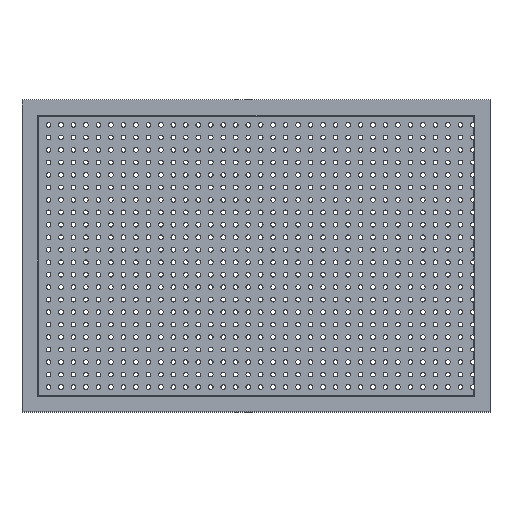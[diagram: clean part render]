
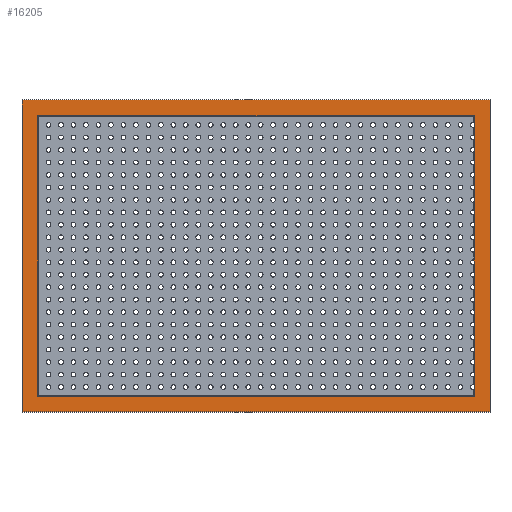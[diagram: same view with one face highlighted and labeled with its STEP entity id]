
A CAD part, top view. The second image highlights one B-rep face of the part: STEP entity #16205.
In plain terms, the highlighted planar face has unit normal (0, 0, 1).
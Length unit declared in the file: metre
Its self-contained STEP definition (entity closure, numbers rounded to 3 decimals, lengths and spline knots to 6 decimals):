
#2366=ORIENTED_EDGE('',*,*,#5982,.F.);
#2367=ORIENTED_EDGE('',*,*,#5983,.T.);
#2368=ORIENTED_EDGE('',*,*,#5984,.T.);
#2369=ORIENTED_EDGE('',*,*,#5985,.F.);
#2370=ORIENTED_EDGE('',*,*,#5986,.T.);
#2371=ORIENTED_EDGE('',*,*,#5987,.T.);
#2372=ORIENTED_EDGE('',*,*,#5988,.F.);
#2373=ORIENTED_EDGE('',*,*,#5989,.F.);
#5982=EDGE_CURVE('',#7790,#7791,#9494,.T.);
#5983=EDGE_CURVE('',#7790,#7792,#9495,.T.);
#5984=EDGE_CURVE('',#7792,#7793,#9496,.T.);
#5985=EDGE_CURVE('',#7791,#7793,#9497,.T.);
#5986=EDGE_CURVE('',#7794,#7795,#9498,.T.);
#5987=EDGE_CURVE('',#7795,#7796,#9499,.T.);
#5988=EDGE_CURVE('',#7797,#7796,#9500,.T.);
#5989=EDGE_CURVE('',#7794,#7797,#9501,.T.);
#7790=VERTEX_POINT('',#24531);
#7791=VERTEX_POINT('',#24532);
#7792=VERTEX_POINT('',#24534);
#7793=VERTEX_POINT('',#24536);
#7794=VERTEX_POINT('',#24539);
#7795=VERTEX_POINT('',#24540);
#7796=VERTEX_POINT('',#24542);
#7797=VERTEX_POINT('',#24544);
#9494=LINE('',#24530,#9718);
#9495=LINE('',#24533,#9719);
#9496=LINE('',#24535,#9720);
#9497=LINE('',#24537,#9721);
#9498=LINE('',#24538,#9722);
#9499=LINE('',#24541,#9723);
#9500=LINE('',#24543,#9724);
#9501=LINE('',#24545,#9725);
#9718=VECTOR('',#19472,1.);
#9719=VECTOR('',#19473,1.);
#9720=VECTOR('',#19474,1.);
#9721=VECTOR('',#19475,1.);
#9722=VECTOR('',#19476,1.);
#9723=VECTOR('',#19477,1.);
#9724=VECTOR('',#19478,1.);
#9725=VECTOR('',#19479,1.);
#9942=EDGE_LOOP('',(#2366,#2367,#2368,#2369));
#9943=EDGE_LOOP('',(#2370,#2371,#2372,#2373));
#13042=FACE_BOUND('',#9942,.T.);
#13043=FACE_BOUND('',#9943,.T.);
#16142=PLANE('',#17051);
#16205=ADVANCED_FACE('',(#13042,#13043),#16142,.T.);
#17051=AXIS2_PLACEMENT_3D('',#24529,#19470,#19471);
#19470=DIRECTION('',(0.,0.,1.));
#19471=DIRECTION('',(1.,0.,0.));
#19472=DIRECTION('',(0.,-1.,0.));
#19473=DIRECTION('',(-1.,0.,0.));
#19474=DIRECTION('',(0.,-1.,0.));
#19475=DIRECTION('',(-1.,0.,0.));
#19476=DIRECTION('',(0.,-1.,0.));
#19477=DIRECTION('',(-1.,0.,0.));
#19478=DIRECTION('',(0.,-1.,0.));
#19479=DIRECTION('',(-1.,0.,0.));
#24529=CARTESIAN_POINT('',(0.,0.,0.));
#24530=CARTESIAN_POINT('',(0.3,0.,0.));
#24531=CARTESIAN_POINT('',(0.3,0.2,0.));
#24532=CARTESIAN_POINT('',(0.3,-0.2,0.));
#24533=CARTESIAN_POINT('',(0.,0.2,0.));
#24534=CARTESIAN_POINT('',(-0.3,0.2,0.));
#24535=CARTESIAN_POINT('',(-0.3,0.,0.));
#24536=CARTESIAN_POINT('',(-0.3,-0.2,0.));
#24537=CARTESIAN_POINT('',(0.,-0.2,0.));
#24538=CARTESIAN_POINT('',(0.28,0.168,0.));
#24539=CARTESIAN_POINT('',(0.28,0.18,0.));
#24540=CARTESIAN_POINT('',(0.28,-0.18,0.));
#24541=CARTESIAN_POINT('',(0.,-0.18,0.));
#24542=CARTESIAN_POINT('',(-0.28,-0.18,0.));
#24543=CARTESIAN_POINT('',(-0.28,0.,0.));
#24544=CARTESIAN_POINT('',(-0.28,0.18,0.));
#24545=CARTESIAN_POINT('',(0.,0.18,0.));
